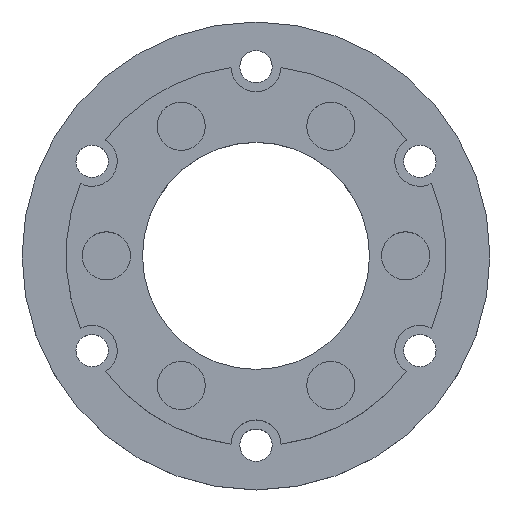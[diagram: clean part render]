
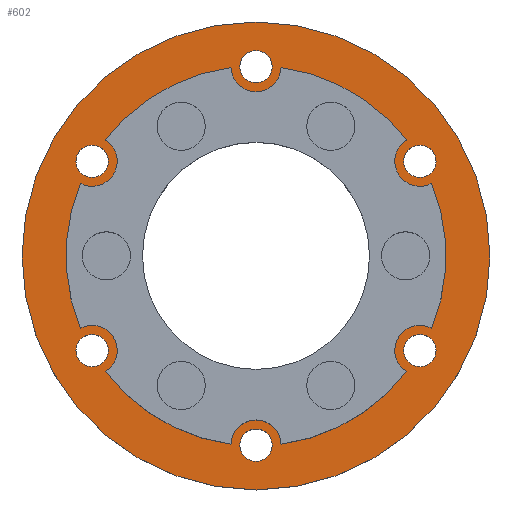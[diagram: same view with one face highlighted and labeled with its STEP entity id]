
A CAD part, top view. The second image highlights one B-rep face of the part: STEP entity #602.
In plain terms, the highlighted planar face has unit normal (0, 0, 1).
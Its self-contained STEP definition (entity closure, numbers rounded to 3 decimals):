
#23=FACE_BOUND('',#120,.T.);
#24=FACE_BOUND('',#121,.T.);
#25=FACE_BOUND('',#122,.T.);
#26=FACE_BOUND('',#123,.T.);
#27=FACE_BOUND('',#124,.T.);
#28=FACE_BOUND('',#125,.T.);
#29=FACE_BOUND('',#126,.T.);
#45=PLANE('',#693);
#74=FACE_OUTER_BOUND('',#119,.T.);
#119=EDGE_LOOP('',(#489));
#120=EDGE_LOOP('',(#490,#491,#492,#493,#494,#495,#496,#497,#498,#499,#500,
#501));
#121=EDGE_LOOP('',(#502));
#122=EDGE_LOOP('',(#503));
#123=EDGE_LOOP('',(#504));
#124=EDGE_LOOP('',(#505));
#125=EDGE_LOOP('',(#506));
#126=EDGE_LOOP('',(#507));
#212=CIRCLE('',#656,3.65);
#214=CIRCLE('',#659,27.6);
#216=CIRCLE('',#662,3.65);
#218=CIRCLE('',#665,27.6);
#220=CIRCLE('',#668,3.65);
#222=CIRCLE('',#671,27.6);
#224=CIRCLE('',#674,3.65);
#226=CIRCLE('',#677,27.6);
#228=CIRCLE('',#680,3.65);
#230=CIRCLE('',#683,27.6);
#232=CIRCLE('',#686,3.65);
#234=CIRCLE('',#689,27.6);
#237=CIRCLE('',#694,34.);
#238=CIRCLE('',#695,2.35);
#239=CIRCLE('',#696,2.35);
#240=CIRCLE('',#697,2.35);
#241=CIRCLE('',#698,2.35);
#242=CIRCLE('',#699,2.35);
#243=CIRCLE('',#700,2.35);
#266=VERTEX_POINT('',#981);
#267=VERTEX_POINT('',#982);
#270=VERTEX_POINT('',#990);
#272=VERTEX_POINT('',#996);
#274=VERTEX_POINT('',#1002);
#276=VERTEX_POINT('',#1008);
#278=VERTEX_POINT('',#1014);
#280=VERTEX_POINT('',#1020);
#282=VERTEX_POINT('',#1026);
#284=VERTEX_POINT('',#1032);
#286=VERTEX_POINT('',#1038);
#288=VERTEX_POINT('',#1044);
#291=VERTEX_POINT('',#1056);
#292=VERTEX_POINT('',#1058);
#293=VERTEX_POINT('',#1060);
#294=VERTEX_POINT('',#1062);
#295=VERTEX_POINT('',#1064);
#296=VERTEX_POINT('',#1066);
#297=VERTEX_POINT('',#1068);
#327=EDGE_CURVE('',#266,#267,#212,.T.);
#331=EDGE_CURVE('',#267,#270,#214,.T.);
#334=EDGE_CURVE('',#270,#272,#216,.T.);
#337=EDGE_CURVE('',#272,#274,#218,.T.);
#340=EDGE_CURVE('',#274,#276,#220,.T.);
#343=EDGE_CURVE('',#276,#278,#222,.T.);
#346=EDGE_CURVE('',#278,#280,#224,.T.);
#349=EDGE_CURVE('',#280,#282,#226,.T.);
#352=EDGE_CURVE('',#282,#284,#228,.T.);
#355=EDGE_CURVE('',#284,#286,#230,.T.);
#358=EDGE_CURVE('',#286,#288,#232,.T.);
#361=EDGE_CURVE('',#288,#266,#234,.T.);
#364=EDGE_CURVE('',#291,#291,#237,.T.);
#365=EDGE_CURVE('',#292,#292,#238,.T.);
#366=EDGE_CURVE('',#293,#293,#239,.T.);
#367=EDGE_CURVE('',#294,#294,#240,.T.);
#368=EDGE_CURVE('',#295,#295,#241,.T.);
#369=EDGE_CURVE('',#296,#296,#242,.T.);
#370=EDGE_CURVE('',#297,#297,#243,.T.);
#489=ORIENTED_EDGE('',*,*,#364,.T.);
#490=ORIENTED_EDGE('',*,*,#327,.T.);
#491=ORIENTED_EDGE('',*,*,#331,.T.);
#492=ORIENTED_EDGE('',*,*,#334,.T.);
#493=ORIENTED_EDGE('',*,*,#337,.T.);
#494=ORIENTED_EDGE('',*,*,#340,.T.);
#495=ORIENTED_EDGE('',*,*,#343,.T.);
#496=ORIENTED_EDGE('',*,*,#346,.T.);
#497=ORIENTED_EDGE('',*,*,#349,.T.);
#498=ORIENTED_EDGE('',*,*,#352,.T.);
#499=ORIENTED_EDGE('',*,*,#355,.T.);
#500=ORIENTED_EDGE('',*,*,#358,.T.);
#501=ORIENTED_EDGE('',*,*,#361,.T.);
#502=ORIENTED_EDGE('',*,*,#365,.T.);
#503=ORIENTED_EDGE('',*,*,#366,.T.);
#504=ORIENTED_EDGE('',*,*,#367,.T.);
#505=ORIENTED_EDGE('',*,*,#368,.T.);
#506=ORIENTED_EDGE('',*,*,#369,.T.);
#507=ORIENTED_EDGE('',*,*,#370,.T.);
#602=ADVANCED_FACE('',(#74,#23,#24,#25,#26,#27,#28,#29),#45,.T.);
#656=AXIS2_PLACEMENT_3D('',#983,#786,#787);
#659=AXIS2_PLACEMENT_3D('',#991,#794,#795);
#662=AXIS2_PLACEMENT_3D('',#997,#801,#802);
#665=AXIS2_PLACEMENT_3D('',#1003,#808,#809);
#668=AXIS2_PLACEMENT_3D('',#1009,#815,#816);
#671=AXIS2_PLACEMENT_3D('',#1015,#822,#823);
#674=AXIS2_PLACEMENT_3D('',#1021,#829,#830);
#677=AXIS2_PLACEMENT_3D('',#1027,#836,#837);
#680=AXIS2_PLACEMENT_3D('',#1033,#843,#844);
#683=AXIS2_PLACEMENT_3D('',#1039,#850,#851);
#686=AXIS2_PLACEMENT_3D('',#1045,#857,#858);
#689=AXIS2_PLACEMENT_3D('',#1050,#864,#865);
#693=AXIS2_PLACEMENT_3D('',#1055,#872,#873);
#694=AXIS2_PLACEMENT_3D('',#1057,#874,#875);
#695=AXIS2_PLACEMENT_3D('',#1059,#876,#877);
#696=AXIS2_PLACEMENT_3D('',#1061,#878,#879);
#697=AXIS2_PLACEMENT_3D('',#1063,#880,#881);
#698=AXIS2_PLACEMENT_3D('',#1065,#882,#883);
#699=AXIS2_PLACEMENT_3D('',#1067,#884,#885);
#700=AXIS2_PLACEMENT_3D('',#1069,#886,#887);
#786=DIRECTION('center_axis',(0.,0.,1.));
#787=DIRECTION('ref_axis',(1.,0.,0.));
#794=DIRECTION('center_axis',(0.,0.,-1.));
#795=DIRECTION('ref_axis',(1.,0.,0.));
#801=DIRECTION('center_axis',(0.,0.,1.));
#802=DIRECTION('ref_axis',(1.,0.,0.));
#808=DIRECTION('center_axis',(0.,0.,-1.));
#809=DIRECTION('ref_axis',(1.,0.,0.));
#815=DIRECTION('center_axis',(0.,0.,1.));
#816=DIRECTION('ref_axis',(1.,0.,0.));
#822=DIRECTION('center_axis',(0.,0.,-1.));
#823=DIRECTION('ref_axis',(1.,0.,0.));
#829=DIRECTION('center_axis',(0.,0.,1.));
#830=DIRECTION('ref_axis',(1.,0.,0.));
#836=DIRECTION('center_axis',(0.,0.,-1.));
#837=DIRECTION('ref_axis',(1.,0.,0.));
#843=DIRECTION('center_axis',(0.,0.,1.));
#844=DIRECTION('ref_axis',(1.,0.,0.));
#850=DIRECTION('center_axis',(0.,0.,-1.));
#851=DIRECTION('ref_axis',(1.,0.,0.));
#857=DIRECTION('center_axis',(0.,0.,1.));
#858=DIRECTION('ref_axis',(1.,0.,0.));
#864=DIRECTION('center_axis',(0.,0.,-1.));
#865=DIRECTION('ref_axis',(1.,0.,0.));
#872=DIRECTION('center_axis',(0.,0.,1.));
#873=DIRECTION('ref_axis',(1.,0.,0.));
#874=DIRECTION('center_axis',(0.,0.,1.));
#875=DIRECTION('ref_axis',(1.,0.,0.));
#876=DIRECTION('center_axis',(0.,0.,-1.));
#877=DIRECTION('ref_axis',(1.,0.,0.));
#878=DIRECTION('center_axis',(0.,0.,-1.));
#879=DIRECTION('ref_axis',(1.,0.,0.));
#880=DIRECTION('center_axis',(0.,0.,-1.));
#881=DIRECTION('ref_axis',(1.,0.,0.));
#882=DIRECTION('center_axis',(0.,0.,-1.));
#883=DIRECTION('ref_axis',(1.,0.,0.));
#884=DIRECTION('center_axis',(0.,0.,-1.));
#885=DIRECTION('ref_axis',(1.,0.,0.));
#886=DIRECTION('center_axis',(0.,0.,-1.));
#887=DIRECTION('ref_axis',(1.,0.,0.));
#981=CARTESIAN_POINT('',(3.647,-27.358,0.));
#982=CARTESIAN_POINT('',(-3.647,-27.358,0.));
#983=CARTESIAN_POINT('Origin',(0.,-27.5,0.));
#990=CARTESIAN_POINT('',(-21.869,-16.838,0.));
#991=CARTESIAN_POINT('Origin',(0.,0.,0.));
#996=CARTESIAN_POINT('',(-25.516,-10.52,0.));
#997=CARTESIAN_POINT('Origin',(-23.816,-13.75,0.));
#1002=CARTESIAN_POINT('',(-25.516,10.52,0.));
#1003=CARTESIAN_POINT('Origin',(0.,0.,0.));
#1008=CARTESIAN_POINT('',(-21.869,16.838,0.));
#1009=CARTESIAN_POINT('Origin',(-23.816,13.75,0.));
#1014=CARTESIAN_POINT('',(-3.647,27.358,0.));
#1015=CARTESIAN_POINT('Origin',(0.,0.,0.));
#1020=CARTESIAN_POINT('',(3.647,27.358,0.));
#1021=CARTESIAN_POINT('Origin',(0.,27.5,0.));
#1026=CARTESIAN_POINT('',(21.869,16.838,0.));
#1027=CARTESIAN_POINT('Origin',(0.,0.,0.));
#1032=CARTESIAN_POINT('',(25.516,10.52,0.));
#1033=CARTESIAN_POINT('Origin',(23.816,13.75,0.));
#1038=CARTESIAN_POINT('',(25.516,-10.52,0.));
#1039=CARTESIAN_POINT('Origin',(0.,0.,0.));
#1044=CARTESIAN_POINT('',(21.869,-16.838,0.));
#1045=CARTESIAN_POINT('Origin',(23.816,-13.75,0.));
#1050=CARTESIAN_POINT('Origin',(0.,0.,0.));
#1055=CARTESIAN_POINT('Origin',(0.,0.,0.));
#1056=CARTESIAN_POINT('',(-34.,0.,0.));
#1057=CARTESIAN_POINT('Origin',(0.,0.,0.));
#1058=CARTESIAN_POINT('',(-2.35,27.5,0.));
#1059=CARTESIAN_POINT('Origin',(0.,27.5,0.));
#1060=CARTESIAN_POINT('',(-26.166,13.75,0.));
#1061=CARTESIAN_POINT('Origin',(-23.816,13.75,0.));
#1062=CARTESIAN_POINT('',(-26.166,-13.75,0.));
#1063=CARTESIAN_POINT('Origin',(-23.816,-13.75,0.));
#1064=CARTESIAN_POINT('',(21.466,13.75,0.));
#1065=CARTESIAN_POINT('Origin',(23.816,13.75,0.));
#1066=CARTESIAN_POINT('',(21.466,-13.75,0.));
#1067=CARTESIAN_POINT('Origin',(23.816,-13.75,0.));
#1068=CARTESIAN_POINT('',(-2.35,-27.5,0.));
#1069=CARTESIAN_POINT('Origin',(0.,-27.5,0.));
